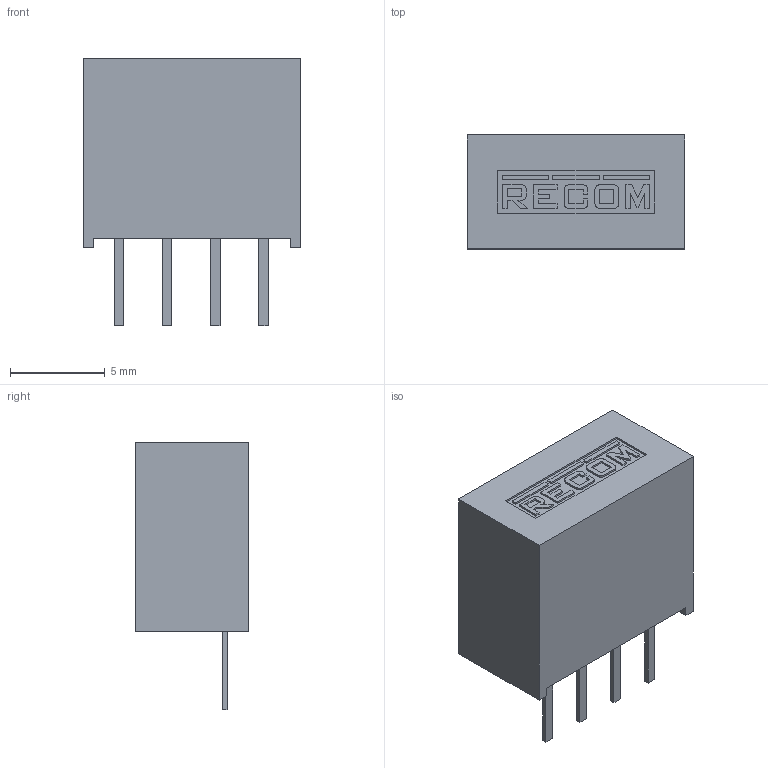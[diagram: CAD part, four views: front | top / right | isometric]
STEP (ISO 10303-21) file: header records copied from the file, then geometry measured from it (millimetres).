
FILE_DESCRIPTION(('FreeCAD Model'),'2;1');
FILE_NAME('Fusion.step', '2020-10-11T12:35:23',('kicad StepUp'),('ksu MCAD'), 'Open CASCADE STEP processor 7.3','FreeCAD','Unknown');
FILE_SCHEMA(('AUTOMOTIVE_DESIGN { 1 0 10303 214 1 1 1 1 }'));
Length unit declared in the file: millimetre
Products named in the file (1): Fusion
Bounding box: 11.5 x 6 x 14.1 mm (x, y, z)
Volume: 202.3 mm3; surface area: 894 mm2
Topology: 1 solids, 2 shells, 136 faces, 351 edges, 234 vertices
Faces by surface type: plane 124, cylinder 12
Entity records: 5043 total; most frequent: CARTESIAN_POINT 722, ORIENTED_EDGE 702, DIRECTION 649, EDGE_CURVE 351, LINE 327, VECTOR 327, VERTEX_POINT 234, AXIS2_PLACEMENT_3D 161
